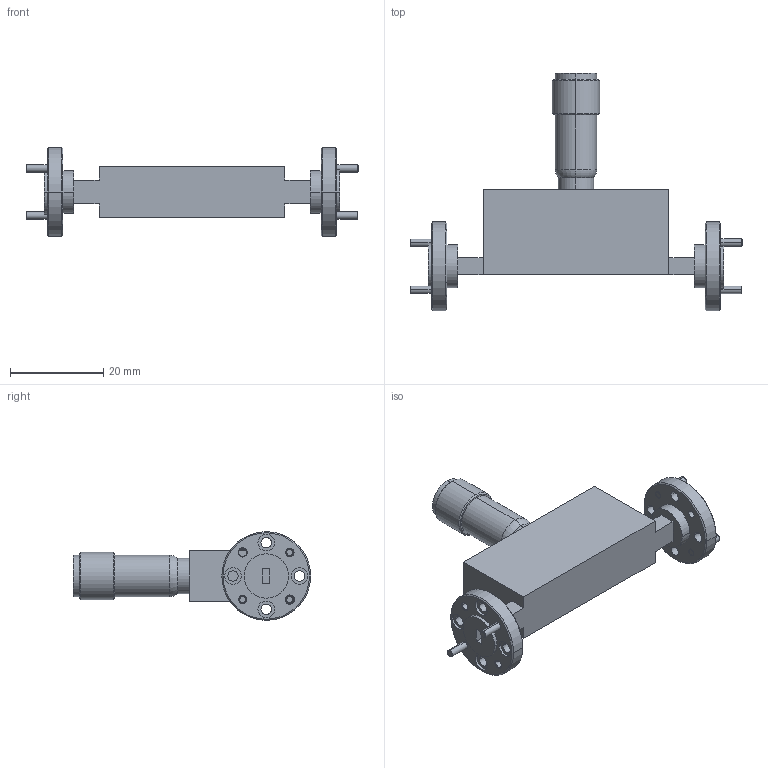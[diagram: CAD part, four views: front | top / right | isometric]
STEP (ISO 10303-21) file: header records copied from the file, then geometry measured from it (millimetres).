
FILE_DESCRIPTION (( 'STEP AP203' ), '1' );
FILE_NAME ('TA-ME-BX1 Rev 1.1.STEP', '2016-08-16T22:11:11', ( '' ), ( '' ), 'SwSTEP 2.0', 'SolidWorks 2013', '' );
FILE_SCHEMA (( 'CONFIG_CONTROL_DESIGN' ));
Length unit declared in the file: inch
Products named in the file (1): TA-ME-BX1 Rev 1.1
Bounding box: 71.25 x 50.91 x 19.05 mm (x, y, z)
Volume: 11849.7 mm3; surface area: 5913.2 mm2
Topology: 5 solids, 5 shells, 171 faces, 394 edges, 252 vertices
Faces by surface type: cylinder 76, plane 49, cone 44, torus 2
Entity records: 5041 total; most frequent: DIRECTION 952, CARTESIAN_POINT 818, ORIENTED_EDGE 788, EDGE_CURVE 394, AXIS2_PLACEMENT_3D 386, VERTEX_POINT 252, EDGE_LOOP 222, CIRCLE 214
